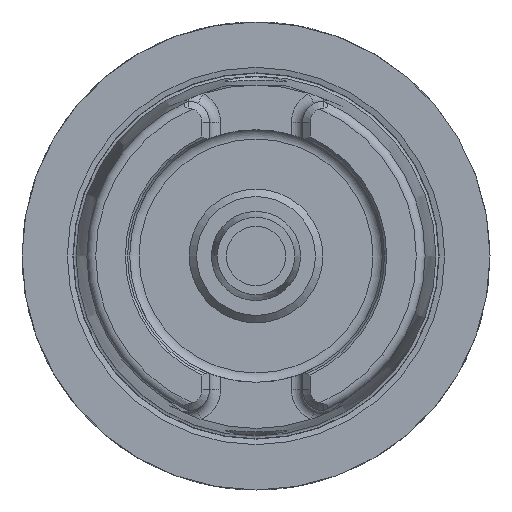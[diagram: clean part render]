
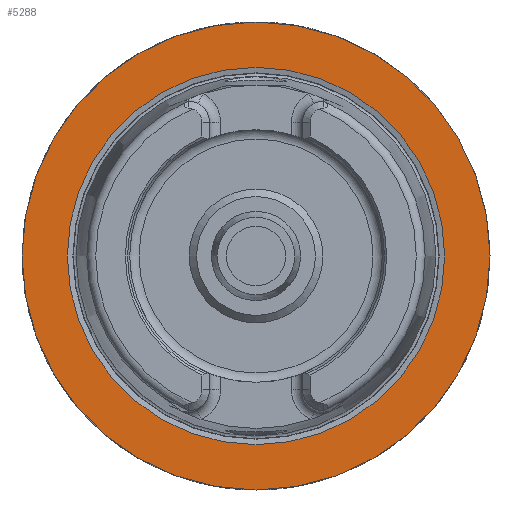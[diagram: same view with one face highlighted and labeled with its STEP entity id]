
A CAD part, left-side view. The second image highlights one B-rep face of the part: STEP entity #5288.
In plain terms, the highlighted planar face has unit normal (-1, 0, 0).
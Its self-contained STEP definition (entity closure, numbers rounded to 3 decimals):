
#4479=CARTESIAN_POINT('',(0.0,31.5,0.0));
#4480=VERTEX_POINT('',#4479);
#4481=CARTESIAN_POINT('',(0.0,0.0,0.0));
#4482=DIRECTION('',(1.0,0.0,0.0));
#4483=DIRECTION('',(0.0,1.0,0.0));
#4484=AXIS2_PLACEMENT_3D('',#4481,#4482,#4483);
#4485=CIRCLE('',#4484,31.5);
#4486=EDGE_CURVE('',#4480,#4480,#4485,.T.);
#5262=CARTESIAN_POINT('',(0.0,25.4,0.0));
#5263=VERTEX_POINT('',#5262);
#5264=CARTESIAN_POINT('',(0.0,0.0,0.0));
#5265=DIRECTION('',(1.0,0.0,0.0));
#5266=DIRECTION('',(0.0,1.0,0.0));
#5267=AXIS2_PLACEMENT_3D('',#5264,#5265,#5266);
#5268=CIRCLE('',#5267,25.4);
#5269=EDGE_CURVE('',#5263,#5263,#5268,.T.);
#5277=CARTESIAN_POINT('',(0.0,28.45,0.0));
#5278=DIRECTION('',(-1.0,0.0,0.0));
#5279=DIRECTION('',(0.0,0.0,1.0));
#5280=AXIS2_PLACEMENT_3D('',#5277,#5278,#5279);
#5281=PLANE('',#5280);
#5282=ORIENTED_EDGE('',*,*,#4486,.F.);
#5283=EDGE_LOOP('',(#5282));
#5284=FACE_OUTER_BOUND('',#5283,.T.);
#5285=ORIENTED_EDGE('',*,*,#5269,.T.);
#5286=EDGE_LOOP('',(#5285));
#5287=FACE_BOUND('',#5286,.T.);
#5288=ADVANCED_FACE('',(#5284,#5287),#5281,.T.);
